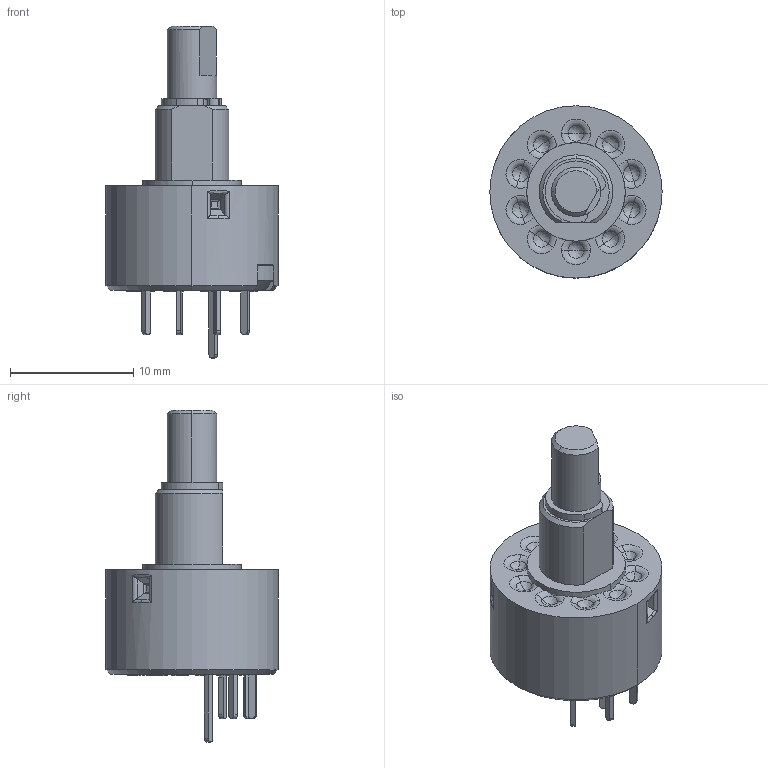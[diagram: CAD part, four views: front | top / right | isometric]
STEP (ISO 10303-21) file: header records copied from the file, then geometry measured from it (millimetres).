
FILE_DESCRIPTION (( 'STEP AP214' ), '1' );
FILE_NAME ('4ﾏ1ﾍ 32.step', '2024-10-16T03:55:18', ( '' ), ( '' ), 'SwSTEP 2.0', 'SolidWorks 2018', '' );
FILE_SCHEMA (( 'AUTOMOTIVE_DESIGN' ));
Length unit declared in the file: millimetre
Products named in the file (1): 4ﾏ1ﾍ 32
Bounding box: 14 x 14 x 26.98 mm (x, y, z)
Surface area: 1188.1 mm2 (no closed solid volume)
Topology: 0 solids, 17 shells, 273 faces, 927 edges, 644 vertices
Faces by surface type: plane 126, cylinder 70, torus 34, bspline 26, cone 17
Entity records: 14349 total; most frequent: CARTESIAN_POINT 3786, ORIENTED_EDGE 1519, DIRECTION 1501, EDGE_CURVE 907, VERTEX_POINT 644, AXIS2_PLACEMENT_3D 508, LINE 485, VECTOR 485
